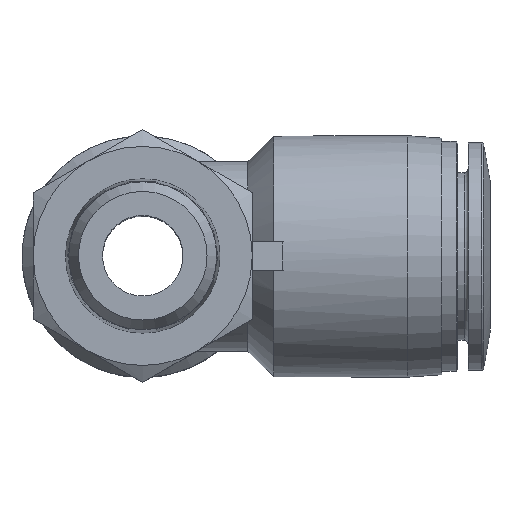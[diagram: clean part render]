
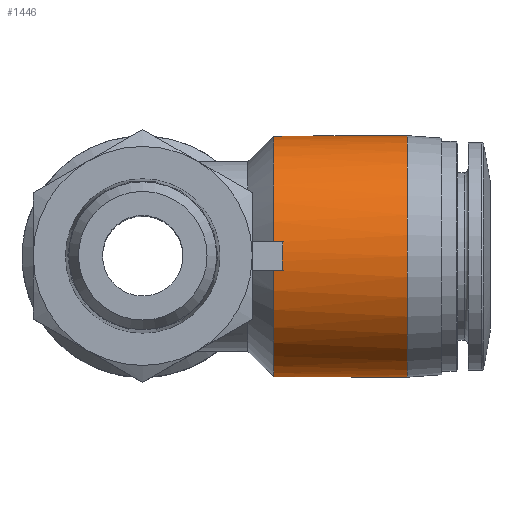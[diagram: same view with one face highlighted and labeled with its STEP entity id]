
A CAD part, top view. The second image highlights one B-rep face of the part: STEP entity #1446.
In plain terms, the highlighted cylindrical face has radius 10.5 mm (diameter 21 mm), a full revolution.
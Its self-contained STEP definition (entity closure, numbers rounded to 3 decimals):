
#114=LINE('',#1973,#136);
#118=LINE('',#1991,#140);
#122=LINE('',#2009,#144);
#123=LINE('',#2016,#145);
#136=VECTOR('',#1647,1000.);
#140=VECTOR('',#1653,1000.);
#144=VECTOR('',#1659,1000.);
#145=VECTOR('',#1662,1000.);
#161=ELLIPSE('',#1557,14.849,10.5);
#162=ELLIPSE('',#1559,14.849,10.5);
#363=ORIENTED_EDGE('',*,*,#515,.F.);
#364=ORIENTED_EDGE('',*,*,#509,.T.);
#365=ORIENTED_EDGE('',*,*,#434,.T.);
#366=ORIENTED_EDGE('',*,*,#513,.T.);
#367=ORIENTED_EDGE('',*,*,#440,.T.);
#368=ORIENTED_EDGE('',*,*,#510,.T.);
#369=ORIENTED_EDGE('',*,*,#448,.F.);
#370=ORIENTED_EDGE('',*,*,#514,.T.);
#371=ORIENTED_EDGE('',*,*,#446,.F.);
#434=EDGE_CURVE('',#555,#554,#114,.F.);
#440=EDGE_CURVE('',#558,#559,#118,.T.);
#446=EDGE_CURVE('',#564,#560,#122,.F.);
#448=EDGE_CURVE('',#565,#566,#123,.T.);
#509=EDGE_CURVE('',#564,#555,#161,.F.);
#510=EDGE_CURVE('',#559,#566,#162,.F.);
#513=EDGE_CURVE('',#554,#558,#659,.T.);
#514=EDGE_CURVE('',#565,#560,#660,.T.);
#515=EDGE_CURVE('',#606,#606,#661,.T.);
#554=VERTEX_POINT('',#1972);
#555=VERTEX_POINT('',#1974);
#558=VERTEX_POINT('',#1988);
#559=VERTEX_POINT('',#1990);
#560=VERTEX_POINT('',#1997);
#564=VERTEX_POINT('',#2008);
#565=VERTEX_POINT('',#2015);
#566=VERTEX_POINT('',#2017);
#606=VERTEX_POINT('',#2239);
#659=CIRCLE('',#1565,10.5);
#660=CIRCLE('',#1567,10.5);
#661=CIRCLE('',#1569,10.5);
#748=EDGE_LOOP('',(#363));
#749=EDGE_LOOP('',(#364,#365,#366,#367,#368,#369,#370,#371));
#856=FACE_BOUND('',#748,.T.);
#857=FACE_BOUND('',#749,.T.);
#903=CYLINDRICAL_SURFACE('',#1568,10.5);
#1446=ADVANCED_FACE('',(#856,#857),#903,.T.);
#1557=AXIS2_PLACEMENT_3D('',#2226,#1802,#1803);
#1559=AXIS2_PLACEMENT_3D('',#2228,#1806,#1807);
#1565=AXIS2_PLACEMENT_3D('',#2234,#1818,#1819);
#1567=AXIS2_PLACEMENT_3D('',#2236,#1822,#1823);
#1568=AXIS2_PLACEMENT_3D('',#2237,#1824,#1825);
#1569=AXIS2_PLACEMENT_3D('',#2238,#1826,#1827);
#1647=DIRECTION('',(1.,0.,0.));
#1653=DIRECTION('',(1.,0.,0.));
#1659=DIRECTION('',(1.,0.,0.));
#1662=DIRECTION('',(1.,0.,0.));
#1802=DIRECTION('',(-0.707,0.,0.707));
#1803=DIRECTION('',(0.707,0.,0.707));
#1806=DIRECTION('',(-0.707,0.,-0.707));
#1807=DIRECTION('',(0.707,0.,-0.707));
#1818=DIRECTION('',(1.,0.,0.));
#1819=DIRECTION('',(0.,0.,-1.));
#1822=DIRECTION('',(1.,0.,0.));
#1823=DIRECTION('',(0.,0.,-1.));
#1824=DIRECTION('',(1.,0.,0.));
#1825=DIRECTION('',(0.,0.,-1.));
#1826=DIRECTION('',(1.,0.,0.));
#1827=DIRECTION('',(0.,0.,-1.));
#1972=CARTESIAN_POINT('',(11.4,1.25,-10.425));
#1973=CARTESIAN_POINT('',(30.2,1.25,-10.425));
#1974=CARTESIAN_POINT('',(12.202,1.25,-10.425));
#1988=CARTESIAN_POINT('',(11.4,1.25,10.425));
#1990=CARTESIAN_POINT('',(12.202,1.25,10.425));
#1991=CARTESIAN_POINT('',(30.2,1.25,10.425));
#1997=CARTESIAN_POINT('',(11.4,-1.25,-10.425));
#2008=CARTESIAN_POINT('',(12.202,-1.25,-10.425));
#2009=CARTESIAN_POINT('',(30.2,-1.25,-10.425));
#2015=CARTESIAN_POINT('',(11.4,-1.25,10.425));
#2016=CARTESIAN_POINT('',(30.2,-1.25,10.425));
#2017=CARTESIAN_POINT('',(12.202,-1.25,10.425));
#2226=CARTESIAN_POINT('',(22.627,0.,0.));
#2228=CARTESIAN_POINT('',(22.627,0.,0.));
#2234=CARTESIAN_POINT('',(11.4,0.,0.));
#2236=CARTESIAN_POINT('',(11.4,0.,0.));
#2237=CARTESIAN_POINT('',(30.2,0.,0.));
#2238=CARTESIAN_POINT('',(23.,0.,0.));
#2239=CARTESIAN_POINT('',(23.,0.,-10.5));
